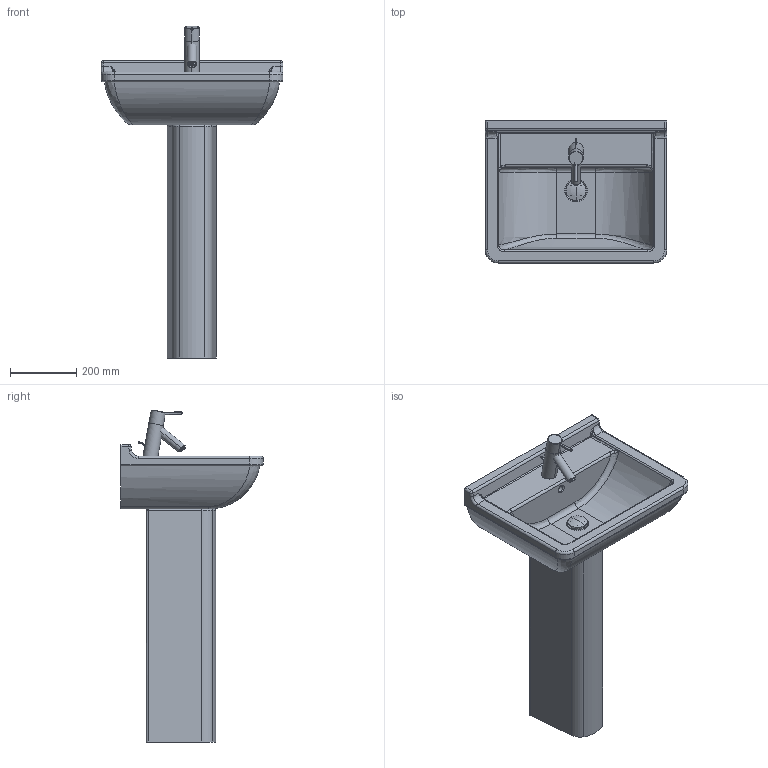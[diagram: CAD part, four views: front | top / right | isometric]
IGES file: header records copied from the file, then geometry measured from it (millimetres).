
Global section: file name: No Iges File Name specified; native system: AutoDesk Inventor R11.0; preprocessor: AutoDesk Inventor Iges Exporter R11.0; author: No Author specified; organization: No Organization specified; date: 20070712.062008; units: millimetre
Bounding box: 550 x 430 x 1004.4 mm (x, y, z)
Volume: 24542157.1 mm3; surface area: 1810902.6 mm2
Topology: 9 solids, 9 shells, 255 faces, 614 edges, 368 vertices
Faces by surface type: plane 70, cylinder 69, revolution 41, bspline 35, torus 31, sphere 7, cone 2
